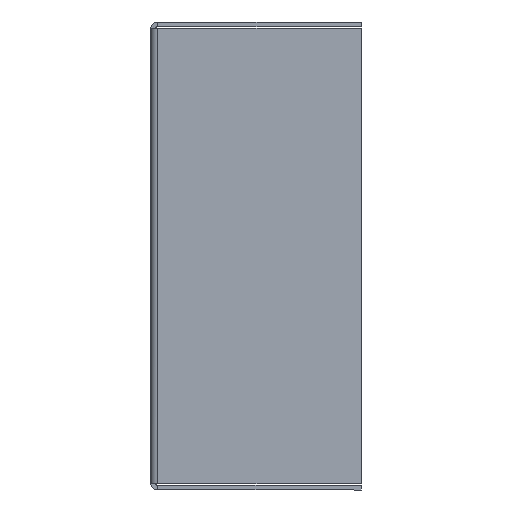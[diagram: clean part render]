
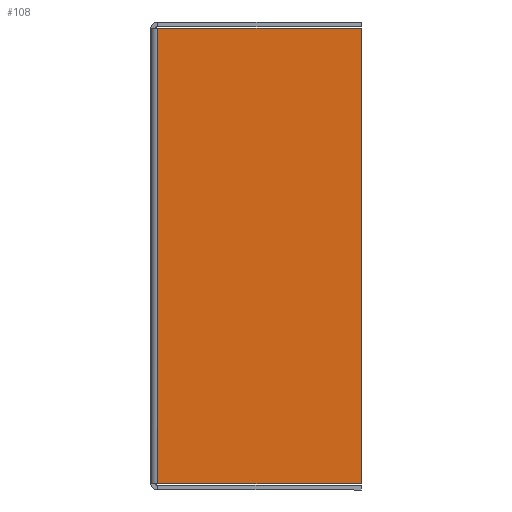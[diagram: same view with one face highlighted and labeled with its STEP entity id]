
A CAD part, left-side view. The second image highlights one B-rep face of the part: STEP entity #108.
In plain terms, the highlighted planar face has unit normal (-1, 0, 0).
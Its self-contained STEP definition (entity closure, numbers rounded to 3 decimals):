
#79 = VECTOR ( 'NONE', #336, 1000. ) ;
#108 = ADVANCED_FACE ( 'NONE', ( #1585 ), #2533, .F. ) ;
#215 = LINE ( 'NONE', #1169, #1464 ) ;
#312 = VECTOR ( 'NONE', #1767, 1000. ) ;
#336 = DIRECTION ( 'NONE',  ( 0., 0., 1. ) ) ;
#398 = EDGE_LOOP ( 'NONE', ( #756, #2473, #1343, #1552 ) ) ;
#402 = CARTESIAN_POINT ( 'NONE',  ( -270., 0., 0. ) ) ;
#756 = ORIENTED_EDGE ( 'NONE', *, *, #2901, .F. ) ;
#816 = CARTESIAN_POINT ( 'NONE',  ( -270., 0., -97.293 ) ) ;
#910 = LINE ( 'NONE', #1860, #2145 ) ;
#946 = VERTEX_POINT ( 'NONE', #1727 ) ;
#1162 = CARTESIAN_POINT ( 'NONE',  ( -270., -3., -97.293 ) ) ;
#1169 = CARTESIAN_POINT ( 'NONE',  ( -270., -90., 0. ) ) ;
#1194 = VERTEX_POINT ( 'NONE', #1162 ) ;
#1208 = AXIS2_PLACEMENT_3D ( 'NONE', #402, #1353, #2297 ) ;
#1343 = ORIENTED_EDGE ( 'NONE', *, *, #1561, .T. ) ;
#1353 = DIRECTION ( 'NONE',  ( 1., 0., 0. ) ) ;
#1464 = VECTOR ( 'NONE', #2108, 1000. ) ;
#1521 = LINE ( 'NONE', #2467, #79 ) ;
#1552 = ORIENTED_EDGE ( 'NONE', *, *, #1964, .T. ) ;
#1561 = EDGE_CURVE ( 'NONE', #1194, #2205, #2932, .T. ) ;
#1585 = FACE_OUTER_BOUND ( 'NONE', #398, .T. ) ;
#1681 = CARTESIAN_POINT ( 'NONE',  ( -270., -90., -97.293 ) ) ;
#1727 = CARTESIAN_POINT ( 'NONE',  ( -270., -90., 97.293 ) ) ;
#1767 = DIRECTION ( 'NONE',  ( 0., -1., 0. ) ) ;
#1860 = CARTESIAN_POINT ( 'NONE',  ( -270., -2., 97.293 ) ) ;
#1964 = EDGE_CURVE ( 'NONE', #2205, #946, #215, .T. ) ;
#2108 = DIRECTION ( 'NONE',  ( 0., 0., 1. ) ) ;
#2145 = VECTOR ( 'NONE', #2799, 1000. ) ;
#2205 = VERTEX_POINT ( 'NONE', #1681 ) ;
#2285 = VERTEX_POINT ( 'NONE', #2429 ) ;
#2297 = DIRECTION ( 'NONE',  ( 0., 1., 0. ) ) ;
#2332 = EDGE_CURVE ( 'NONE', #1194, #2285, #1521, .T. ) ;
#2429 = CARTESIAN_POINT ( 'NONE',  ( -270., -3., 97.293 ) ) ;
#2467 = CARTESIAN_POINT ( 'NONE',  ( -270., -3., 100. ) ) ;
#2473 = ORIENTED_EDGE ( 'NONE', *, *, #2332, .F. ) ;
#2533 = PLANE ( 'NONE',  #1208 ) ;
#2799 = DIRECTION ( 'NONE',  ( 0., -1., 0. ) ) ;
#2901 = EDGE_CURVE ( 'NONE', #2285, #946, #910, .T. ) ;
#2932 = LINE ( 'NONE', #816, #312 ) ;
